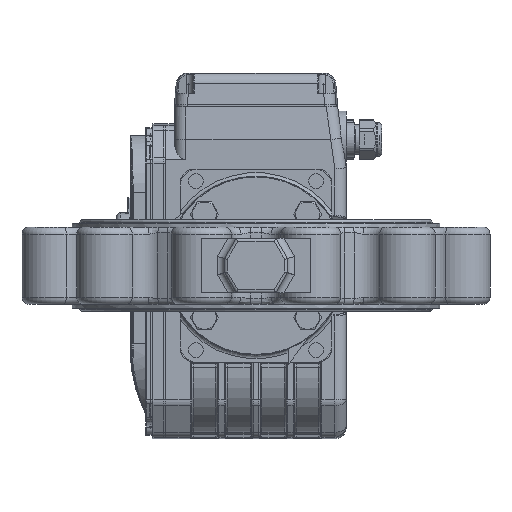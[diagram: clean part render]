
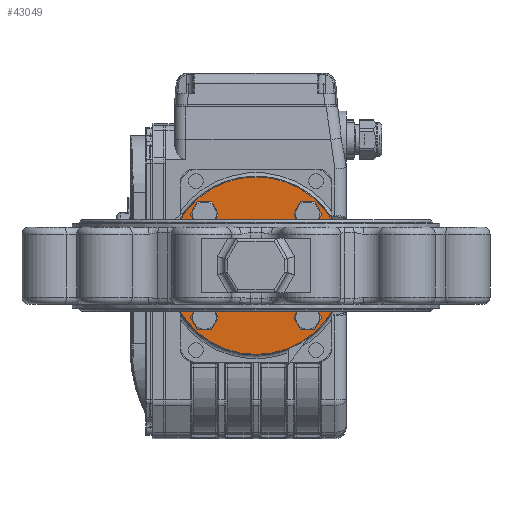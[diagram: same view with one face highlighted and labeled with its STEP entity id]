
A CAD part, front view. The second image highlights one B-rep face of the part: STEP entity #43049.
In plain terms, the highlighted planar face has unit normal (0, -1, 0).
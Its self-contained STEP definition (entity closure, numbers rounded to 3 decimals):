
#2529=CIRCLE('',#49781,62.);
#2530=CIRCLE('',#49782,6.);
#2531=CIRCLE('',#49783,6.);
#2532=CIRCLE('',#49784,6.);
#2533=CIRCLE('',#49785,6.);
#6492=ORIENTED_EDGE('',*,*,#19159,.T.);
#6493=ORIENTED_EDGE('',*,*,#19160,.T.);
#6494=ORIENTED_EDGE('',*,*,#19161,.T.);
#6495=ORIENTED_EDGE('',*,*,#19162,.T.);
#6496=ORIENTED_EDGE('',*,*,#19163,.T.);
#6497=ORIENTED_EDGE('',*,*,#19164,.T.);
#6498=ORIENTED_EDGE('',*,*,#19165,.T.);
#6499=ORIENTED_EDGE('',*,*,#19166,.T.);
#6500=ORIENTED_EDGE('',*,*,#19167,.T.);
#6501=ORIENTED_EDGE('',*,*,#19168,.T.);
#6502=ORIENTED_EDGE('',*,*,#19169,.T.);
#6503=ORIENTED_EDGE('',*,*,#19170,.T.);
#6504=ORIENTED_EDGE('',*,*,#19171,.T.);
#19159=EDGE_CURVE('',#25494,#25494,#2529,.F.);
#19160=EDGE_CURVE('',#25495,#25495,#2530,.T.);
#19161=EDGE_CURVE('',#25496,#25496,#2531,.T.);
#19162=EDGE_CURVE('',#25497,#25497,#2532,.T.);
#19163=EDGE_CURVE('',#25498,#25498,#2533,.T.);
#19164=EDGE_CURVE('',#25499,#25500,#29424,.F.);
#19165=EDGE_CURVE('',#25500,#25501,#29425,.F.);
#19166=EDGE_CURVE('',#25501,#25502,#29426,.F.);
#19167=EDGE_CURVE('',#25502,#25503,#29427,.F.);
#19168=EDGE_CURVE('',#25503,#25504,#29428,.T.);
#19169=EDGE_CURVE('',#25504,#25505,#29429,.F.);
#19170=EDGE_CURVE('',#25505,#25506,#29430,.F.);
#19171=EDGE_CURVE('',#25506,#25499,#29431,.F.);
#25494=VERTEX_POINT('',#69110);
#25495=VERTEX_POINT('',#69112);
#25496=VERTEX_POINT('',#69114);
#25497=VERTEX_POINT('',#69116);
#25498=VERTEX_POINT('',#69118);
#25499=VERTEX_POINT('',#69120);
#25500=VERTEX_POINT('',#69121);
#25501=VERTEX_POINT('',#69123);
#25502=VERTEX_POINT('',#69125);
#25503=VERTEX_POINT('',#69127);
#25504=VERTEX_POINT('',#69129);
#25505=VERTEX_POINT('',#69131);
#25506=VERTEX_POINT('',#69133);
#29424=LINE('',#69119,#32554);
#29425=LINE('',#69122,#32555);
#29426=LINE('',#69124,#32556);
#29427=LINE('',#69126,#32557);
#29428=LINE('',#69128,#32558);
#29429=LINE('',#69130,#32559);
#29430=LINE('',#69132,#32560);
#29431=LINE('',#69134,#32561);
#32554=VECTOR('',#55552,1000.);
#32555=VECTOR('',#55553,1000.);
#32556=VECTOR('',#55554,1000.);
#32557=VECTOR('',#55555,1000.);
#32558=VECTOR('',#55556,1000.);
#32559=VECTOR('',#55557,1000.);
#32560=VECTOR('',#55558,1000.);
#32561=VECTOR('',#55559,1000.);
#35661=EDGE_LOOP('',(#6492));
#35662=EDGE_LOOP('',(#6493));
#35663=EDGE_LOOP('',(#6494));
#35664=EDGE_LOOP('',(#6495));
#35665=EDGE_LOOP('',(#6496));
#35666=EDGE_LOOP('',(#6497,#6498,#6499,#6500,#6501,#6502,#6503,#6504));
#38868=FACE_BOUND('',#35661,.T.);
#38869=FACE_BOUND('',#35662,.T.);
#38870=FACE_BOUND('',#35663,.T.);
#38871=FACE_BOUND('',#35664,.T.);
#38872=FACE_BOUND('',#35665,.T.);
#38873=FACE_BOUND('',#35666,.T.);
#41916=PLANE('',#49780);
#43049=ADVANCED_FACE('',(#38868,#38869,#38870,#38871,#38872,#38873),#41916,
 .F.);
#49780=AXIS2_PLACEMENT_3D('',#69108,#55540,#55541);
#49781=AXIS2_PLACEMENT_3D('',#69109,#55542,#55543);
#49782=AXIS2_PLACEMENT_3D('',#69111,#55544,#55545);
#49783=AXIS2_PLACEMENT_3D('',#69113,#55546,#55547);
#49784=AXIS2_PLACEMENT_3D('',#69115,#55548,#55549);
#49785=AXIS2_PLACEMENT_3D('',#69117,#55550,#55551);
#55540=DIRECTION('',(0.,1.,0.));
#55541=DIRECTION('',(0.,0.,1.));
#55542=DIRECTION('',(0.,1.,0.));
#55543=DIRECTION('',(0.,0.,1.));
#55544=DIRECTION('',(0.,1.,0.));
#55545=DIRECTION('',(0.,0.,1.));
#55546=DIRECTION('',(0.,1.,0.));
#55547=DIRECTION('',(0.,0.,1.));
#55548=DIRECTION('',(0.,1.,0.));
#55549=DIRECTION('',(0.,0.,1.));
#55550=DIRECTION('',(0.,1.,0.));
#55551=DIRECTION('',(0.,0.,1.));
#55552=DIRECTION('',(-1.,0.,0.));
#55553=DIRECTION('',(-0.5,0.,0.866));
#55554=DIRECTION('',(0.,0.,1.));
#55555=DIRECTION('',(0.5,0.,0.866));
#55556=DIRECTION('',(-1.,0.,0.));
#55557=DIRECTION('',(0.5,0.,-0.866));
#55558=DIRECTION('',(0.,0.,-1.));
#55559=DIRECTION('',(-0.5,0.,-0.866));
#69108=CARTESIAN_POINT('',(0.,230.,0.));
#69109=CARTESIAN_POINT('',(0.,230.,0.));
#69110=CARTESIAN_POINT('',(0.,230.,62.));
#69111=CARTESIAN_POINT('',(36.062,230.,-36.062));
#69112=CARTESIAN_POINT('',(36.062,230.,-30.062));
#69113=CARTESIAN_POINT('',(36.062,230.,36.062));
#69114=CARTESIAN_POINT('',(36.062,230.,42.062));
#69115=CARTESIAN_POINT('',(-36.062,230.,36.062));
#69116=CARTESIAN_POINT('',(-36.062,230.,42.062));
#69117=CARTESIAN_POINT('',(-36.062,230.,-36.062));
#69118=CARTESIAN_POINT('',(-36.062,230.,-30.062));
#69119=CARTESIAN_POINT('',(0.,230.,24.));
#69120=CARTESIAN_POINT('',(-16.804,230.,24.));
#69121=CARTESIAN_POINT('',(16.804,230.,24.));
#69122=CARTESIAN_POINT('',(22.995,230.,13.276));
#69123=CARTESIAN_POINT('',(27.,230.,6.34));
#69124=CARTESIAN_POINT('',(27.,230.,0.));
#69125=CARTESIAN_POINT('',(27.,230.,-6.34));
#69126=CARTESIAN_POINT('',(22.995,230.,-13.276));
#69127=CARTESIAN_POINT('',(16.804,230.,-24.));
#69128=CARTESIAN_POINT('',(-13.917,230.,-24.));
#69129=CARTESIAN_POINT('',(-16.804,230.,-24.));
#69130=CARTESIAN_POINT('',(-22.995,230.,-13.276));
#69131=CARTESIAN_POINT('',(-27.,230.,-6.34));
#69132=CARTESIAN_POINT('',(-27.,230.,0.));
#69133=CARTESIAN_POINT('',(-27.,230.,6.34));
#69134=CARTESIAN_POINT('',(-22.995,230.,13.276));
